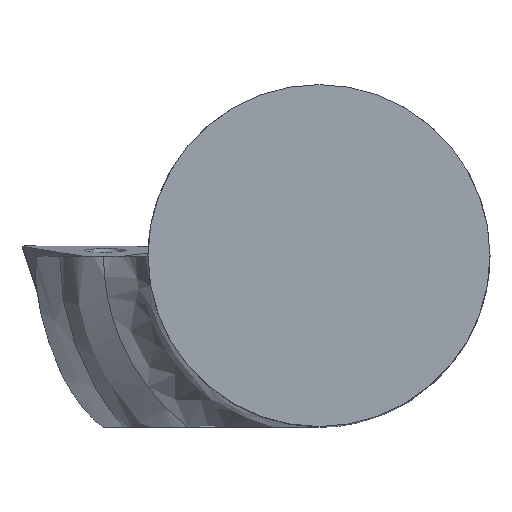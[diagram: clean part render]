
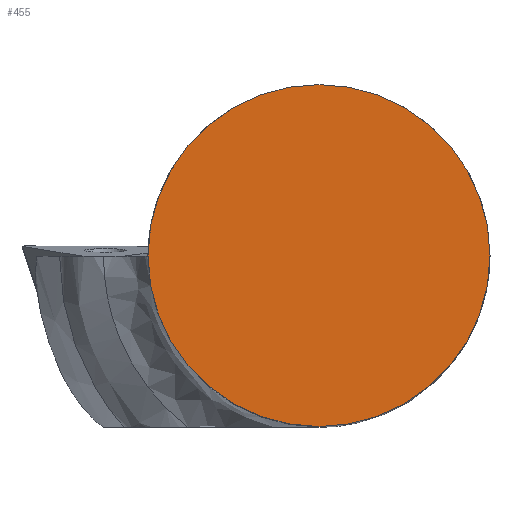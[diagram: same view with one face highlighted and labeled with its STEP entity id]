
A CAD part, top view. The second image highlights one B-rep face of the part: STEP entity #455.
In plain terms, the highlighted planar face has unit normal (0, 0, 1).
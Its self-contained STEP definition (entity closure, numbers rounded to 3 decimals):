
#455=ADVANCED_FACE('240[2]',(#916),#917,.T.);
#496=EDGE_CURVE('240[2]',#964,#964,#965,.T.);
#916=FACE_OUTER_BOUND('',#2076,.T.);
#917=PLANE('',#2077);
#964=VERTEX_POINT('',#2209);
#965=CIRCLE('',#2210,8.0);
#2076=EDGE_LOOP('',(#2662));
#2077=AXIS2_PLACEMENT_3D('',#2663,#2664,#2665);
#2209=CARTESIAN_POINT('',(-8.0,0.,0.0));
#2210=AXIS2_PLACEMENT_3D('',#2723,#2724,#2725);
#2662=ORIENTED_EDGE('',*,*,#496,.F.);
#2663=CARTESIAN_POINT('',(0.,0.,0.0));
#2664=DIRECTION('',(0.,0.,1.0));
#2665=DIRECTION('',(-1.0,0.,0.0));
#2723=CARTESIAN_POINT('',(0.,0.,0.0));
#2724=DIRECTION('',(0.,0.,-1.0));
#2725=DIRECTION('',(-1.0,0.,0.));
